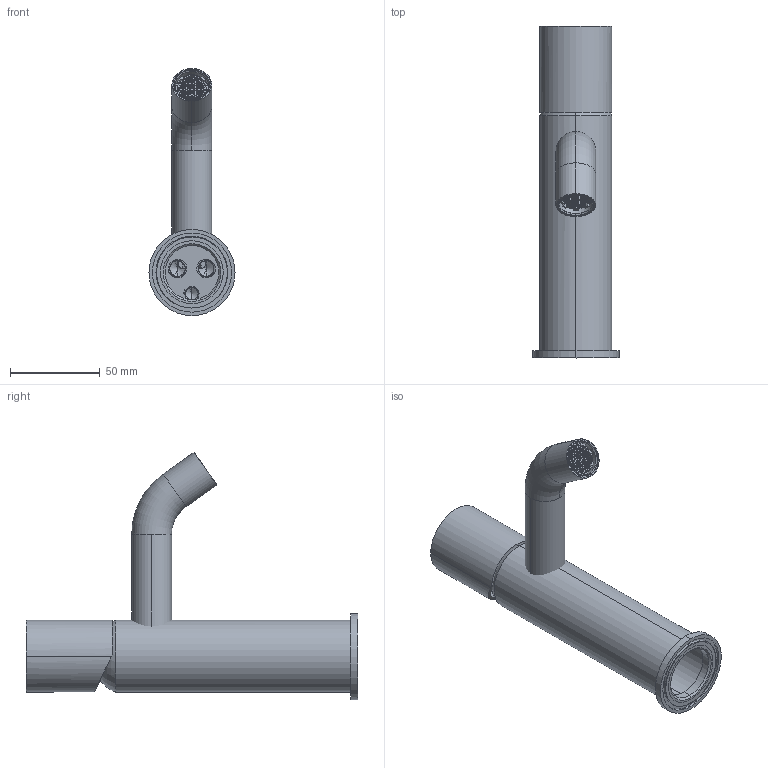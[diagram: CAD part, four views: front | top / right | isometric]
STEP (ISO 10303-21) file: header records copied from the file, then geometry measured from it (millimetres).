
FILE_DESCRIPTION (( 'STEP AP214' ), '1' );
FILE_NAME ('MILLI PURE BASIN MIXER CURVED.STEP', '2019-07-04T06:13:11', ( '' ), ( '' ), 'SwSTEP 2.0', 'SolidWorks 2016', '' );
FILE_SCHEMA (( 'AUTOMOTIVE_DESIGN' ));
Length unit declared in the file: millimetre
Products named in the file (11): 00918_E-00918; 00987; 00934_00934; 00919; MILLI PURE BASIN MIXER CURVED; I-432251; 00990; 00931; 00989; 00990_TUBE; 00897
Assembly tree (10 placements, depth 3):
  MILLI PURE BASIN MIXER CURVED
    00934_00934
      00919
    00987
    00918_E-00918
    00897
    00990
      00990_TUBE
      00989
      00931
    I-432251
Bounding box: 48 x 185 x 137.82 mm (x, y, z)
Volume: 117369.8 mm3; surface area: 78563.8 mm2
Topology: 9 solids, 9 shells, 1306 faces, 3352 edges, 2201 vertices
Faces by surface type: plane 950, cylinder 259, cone 48, bspline 27, torus 22
Entity records: 55037 total; most frequent: CARTESIAN_POINT 22852, ORIENTED_EDGE 6668, DIRECTION 5946, EDGE_CURVE 3334, LINE 2566, VECTOR 2566, VERTEX_POINT 2201, AXIS2_PLACEMENT_3D 1690
